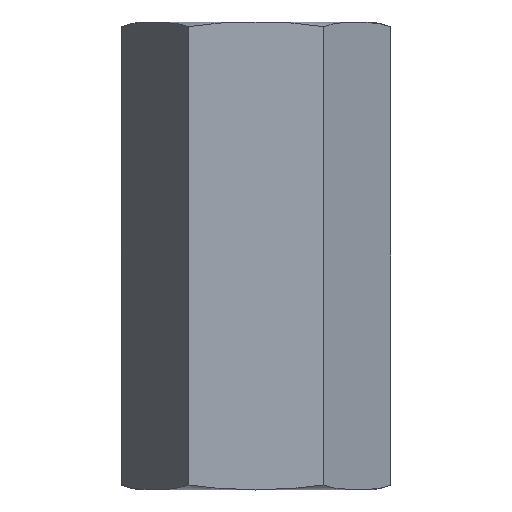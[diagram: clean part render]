
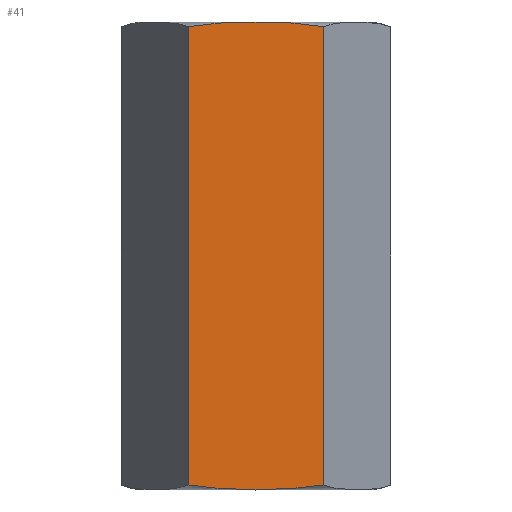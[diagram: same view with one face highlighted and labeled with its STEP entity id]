
A CAD part, top view. The second image highlights one B-rep face of the part: STEP entity #41.
In plain terms, the highlighted planar face has unit normal (0, 0, 1).
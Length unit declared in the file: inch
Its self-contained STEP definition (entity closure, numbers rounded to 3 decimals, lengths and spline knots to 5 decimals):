
#12 = EDGE_CURVE ( 'NONE', #33, #21, #283, .T. ) ;
#21 = VERTEX_POINT ( 'NONE', #233 ) ;
#33 = VERTEX_POINT ( 'NONE', #192 ) ;
#41 = ADVANCED_FACE ( 'NONE', ( #311 ), #308, .F. ) ;
#45 = EDGE_LOOP ( 'NONE', ( #105, #107, #109, #110, #112, #113 ) ) ;
#46 = VERTEX_POINT ( 'NONE', #255 ) ;
#52 = VERTEX_POINT ( 'NONE', #215 ) ;
#62 = EDGE_CURVE ( 'NONE', #52, #158, #340, .T. ) ;
#105 = ORIENTED_EDGE ( 'NONE', *, *, #106, .F. ) ;
#106 = EDGE_CURVE ( 'NONE', #46, #155, #435, .T. ) ;
#107 = ORIENTED_EDGE ( 'NONE', *, *, #108, .F. ) ;
#108 = EDGE_CURVE ( 'NONE', #21, #46, #434, .T. ) ;
#109 = ORIENTED_EDGE ( 'NONE', *, *, #12, .F. ) ;
#110 = ORIENTED_EDGE ( 'NONE', *, *, #111, .F. ) ;
#111 = EDGE_CURVE ( 'NONE', #52, #33, #391, .T. ) ;
#112 = ORIENTED_EDGE ( 'NONE', *, *, #62, .T. ) ;
#113 = ORIENTED_EDGE ( 'NONE', *, *, #156, .F. ) ;
#155 = VERTEX_POINT ( 'NONE', #497 ) ;
#156 = EDGE_CURVE ( 'NONE', #155, #158, #491, .T. ) ;
#158 = VERTEX_POINT ( 'NONE', #492 ) ;
#192 = CARTESIAN_POINT ( 'NONE',  ( 0., 0.24975, 0.125 ) ) ;
#215 = CARTESIAN_POINT ( 'NONE',  ( -0.07217, 0.245, 0.125 ) ) ;
#233 = CARTESIAN_POINT ( 'NONE',  ( 0.07217, 0.245, 0.125 ) ) ;
#249 = CARTESIAN_POINT ( 'NONE',  ( 0.07217, 0.245, 0.125 ) ) ;
#250 = CARTESIAN_POINT ( 'NONE',  ( 0.06045, 0.24744, 0.125 ) ) ;
#251 = CARTESIAN_POINT ( 'NONE',  ( 0.04834, 0.24853, 0.125 ) ) ;
#252 = CARTESIAN_POINT ( 'NONE',  ( 0.02419, 0.24966, 0.125 ) ) ;
#253 = CARTESIAN_POINT ( 'NONE',  ( 0.01209, 0.24975, 0.125 ) ) ;
#254 = CARTESIAN_POINT ( 'NONE',  ( 0., 0.24975, 0.125 ) ) ;
#255 = CARTESIAN_POINT ( 'NONE',  ( 0.07217, -0.245, 0.125 ) ) ;
#260 = DIRECTION ( 'NONE',  ( -1., 0., 0. ) ) ;
#261 = DIRECTION ( 'NONE',  ( 0., 0., -1. ) ) ;
#262 = CARTESIAN_POINT ( 'NONE',  ( -0.07217, 0.25, 0.125 ) ) ;
#263 = AXIS2_PLACEMENT_3D ( 'NONE', #262, #261, #260 ) ;
#283 = B_SPLINE_CURVE_WITH_KNOTS ( 'NONE', 3,
 ( #254, #253, #252, #251, #250, #249 ),
 .UNSPECIFIED., .F., .F.,
 ( 4, 2, 4 ),
 ( 0., 0.00092, 0.00184 ),
 .UNSPECIFIED. ) ;
#308 = PLANE ( 'NONE',  #263 ) ;
#311 = FACE_OUTER_BOUND ( 'NONE', #45, .T. ) ;
#340 = LINE ( 'NONE', #463, #462 ) ;
#372 = CARTESIAN_POINT ( 'NONE',  ( 0., 0.24975, 0.125 ) ) ;
#373 = CARTESIAN_POINT ( 'NONE',  ( -0.01202, 0.24975, 0.125 ) ) ;
#374 = CARTESIAN_POINT ( 'NONE',  ( -0.02415, 0.24966, 0.125 ) ) ;
#375 = CARTESIAN_POINT ( 'NONE',  ( -0.04823, 0.24853, 0.125 ) ) ;
#376 = CARTESIAN_POINT ( 'NONE',  ( -0.0603, 0.24747, 0.125 ) ) ;
#377 = CARTESIAN_POINT ( 'NONE',  ( -0.07217, 0.245, 0.125 ) ) ;
#391 = B_SPLINE_CURVE_WITH_KNOTS ( 'NONE', 3,
 ( #377, #376, #375, #374, #373, #372 ),
 .UNSPECIFIED., .F., .F.,
 ( 4, 2, 4 ),
 ( 0.01505, 0.01597, 0.01688 ),
 .UNSPECIFIED. ) ;
#392 = DIRECTION ( 'NONE',  ( 0., -1., 0. ) ) ;
#393 = VECTOR ( 'NONE', #392, 39.37008 ) ;
#394 = CARTESIAN_POINT ( 'NONE',  ( 0., -0.24975, 0.125 ) ) ;
#395 = CARTESIAN_POINT ( 'NONE',  ( 0.01202, -0.24975, 0.125 ) ) ;
#396 = CARTESIAN_POINT ( 'NONE',  ( 0.02415, -0.24966, 0.125 ) ) ;
#397 = CARTESIAN_POINT ( 'NONE',  ( 0.04823, -0.24853, 0.125 ) ) ;
#398 = CARTESIAN_POINT ( 'NONE',  ( 0.0603, -0.24747, 0.125 ) ) ;
#399 = CARTESIAN_POINT ( 'NONE',  ( 0.07217, 0.25, 0.125 ) ) ;
#433 = CARTESIAN_POINT ( 'NONE',  ( 0.07217, -0.245, 0.125 ) ) ;
#434 = LINE ( 'NONE', #399, #393 ) ;
#435 = B_SPLINE_CURVE_WITH_KNOTS ( 'NONE', 3,
 ( #433, #398, #397, #396, #395, #394 ),
 .UNSPECIFIED., .F., .F.,
 ( 4, 2, 4 ),
 ( 0.01505, 0.01597, 0.01688 ),
 .UNSPECIFIED. ) ;
#461 = DIRECTION ( 'NONE',  ( 0., -1., 0. ) ) ;
#462 = VECTOR ( 'NONE', #461, 39.37008 ) ;
#463 = CARTESIAN_POINT ( 'NONE',  ( -0.07217, 0.25, 0.125 ) ) ;
#491 = B_SPLINE_CURVE_WITH_KNOTS ( 'NONE', 3,
 ( #576, #575, #574, #573, #572, #571 ),
 .UNSPECIFIED., .F., .F.,
 ( 4, 2, 4 ),
 ( 0., 0.00092, 0.00184 ),
 .UNSPECIFIED. ) ;
#492 = CARTESIAN_POINT ( 'NONE',  ( -0.07217, -0.245, 0.125 ) ) ;
#497 = CARTESIAN_POINT ( 'NONE',  ( 0., -0.24975, 0.125 ) ) ;
#571 = CARTESIAN_POINT ( 'NONE',  ( -0.07217, -0.245, 0.125 ) ) ;
#572 = CARTESIAN_POINT ( 'NONE',  ( -0.06045, -0.24744, 0.125 ) ) ;
#573 = CARTESIAN_POINT ( 'NONE',  ( -0.04834, -0.24853, 0.125 ) ) ;
#574 = CARTESIAN_POINT ( 'NONE',  ( -0.02419, -0.24966, 0.125 ) ) ;
#575 = CARTESIAN_POINT ( 'NONE',  ( -0.01209, -0.24975, 0.125 ) ) ;
#576 = CARTESIAN_POINT ( 'NONE',  ( 0., -0.24975, 0.125 ) ) ;
